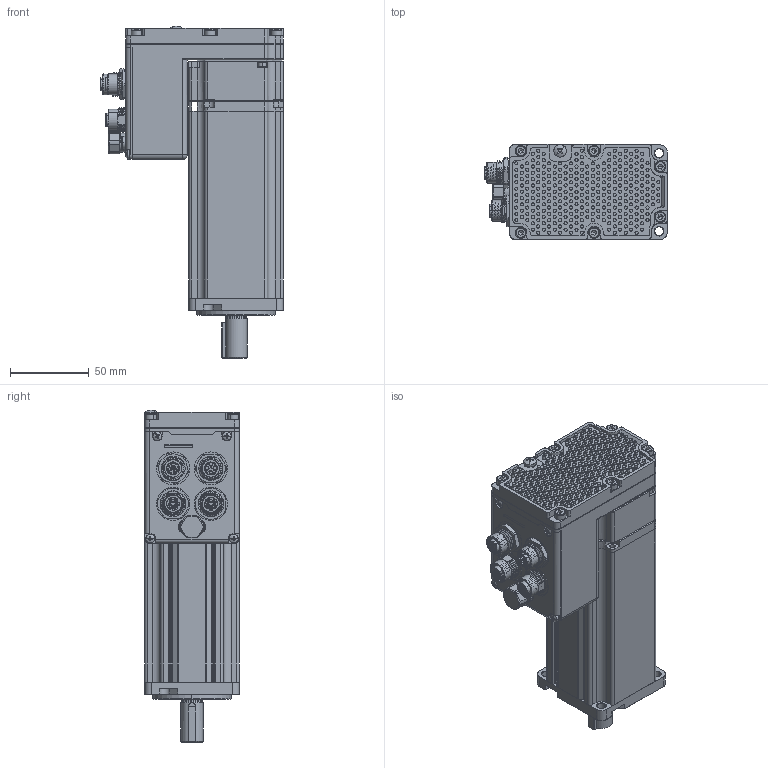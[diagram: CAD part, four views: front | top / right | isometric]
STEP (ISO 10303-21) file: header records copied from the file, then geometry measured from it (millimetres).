
FILE_DESCRIPTION (( 'STEP AP203' ), '1' );
FILE_NAME ('MDX+60-400W Fraba&棠晤 IP65 EC 湍价陬.STEP', '2022-12-14T03:20:41', ( '' ), ( '' ), 'SwSTEP 2.0', 'SolidWorks 2015', '' );
FILE_SCHEMA (( 'CONFIG_CONTROL_DESIGN' ));
Length unit declared in the file: millimetre
Products named in the file (1): MDX+60-400W Fraba&棠晤 IP65 EC 湍价陬
Bounding box: 116.05 x 60.1 x 210.56 mm (x, y, z)
Surface area: 90920.7 mm2 (no closed solid volume)
Topology: 0 solids, 57 shells, 2337 faces, 6675 edges, 4633 vertices
Faces by surface type: cylinder 1159, plane 780, bspline 161, cone 150, torus 73, sphere 14
Entity records: 99382 total; most frequent: CARTESIAN_POINT 39855, DIRECTION 12398, ORIENTED_EDGE 11557, EDGE_CURVE 6660, AXIS2_PLACEMENT_3D 4867, VERTEX_POINT 4633, EDGE_LOOP 2797, CIRCLE 2690
